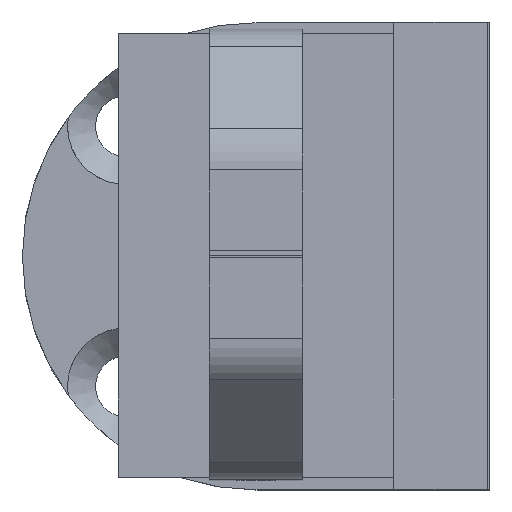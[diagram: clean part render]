
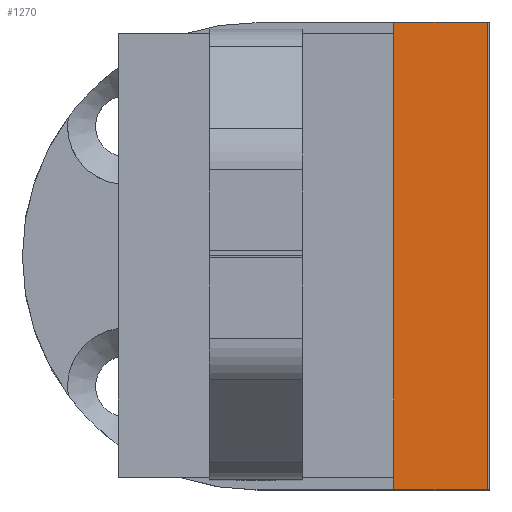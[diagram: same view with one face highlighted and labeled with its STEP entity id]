
A CAD part, top view. The second image highlights one B-rep face of the part: STEP entity #1270.
In plain terms, the highlighted face is planar.
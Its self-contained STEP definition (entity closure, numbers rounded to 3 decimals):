
#1270=ADVANCED_FACE('',(#2412),#2414,.T.);
#2412=FACE_BOUND('',#2413,.T.);
#2413=EDGE_LOOP('',(#3140,#3141,#3142,#3143));
#2414=PLANE('',#2415);
#2415=AXIS2_PLACEMENT_3D('',#2416,#2417,#2418);
#2416=CARTESIAN_POINT('',(0.,15.,-20.));
#2417=DIRECTION('',(0.,1.,0.));
#2418=DIRECTION('',(0.,0.,1.));
#3140=ORIENTED_EDGE('',*,*,#3499,.T.);
#3141=ORIENTED_EDGE('',*,*,#3500,.T.);
#3142=ORIENTED_EDGE('',*,*,#3488,.F.);
#3143=ORIENTED_EDGE('',*,*,#3501,.F.);
#3488=EDGE_CURVE('',#4066,#4067,#4068,.T.);
#3499=EDGE_CURVE('',#4083,#4087,#4089,.T.);
#3500=EDGE_CURVE('',#4087,#4067,#4090,.T.);
#3501=EDGE_CURVE('',#4083,#4066,#4091,.T.);
#4066=VERTEX_POINT('',#5494);
#4067=VERTEX_POINT('',#5495);
#4068=LINE('',#5496,#5497);
#4083=VERTEX_POINT('',#5531);
#4087=VERTEX_POINT('',#5539);
#4089=LINE('',#5543,#5544);
#4090=LINE('',#5546,#5547);
#4091=LINE('',#5549,#5550);
#5494=CARTESIAN_POINT('',(8.,15.,-20.));
#5495=CARTESIAN_POINT('',(8.,15.,20.));
#5496=CARTESIAN_POINT('',(8.,15.,-20.));
#5497=VECTOR('',#5498,1.);
#5498=DIRECTION('',(0.,0.,1.));
#5531=CARTESIAN_POINT('',(0.,15.,-20.));
#5539=CARTESIAN_POINT('',(0.,15.,20.));
#5543=CARTESIAN_POINT('',(0.,15.,-20.));
#5544=VECTOR('',#5545,1.);
#5545=DIRECTION('',(0.,0.,1.));
#5546=CARTESIAN_POINT('',(0.,15.,20.));
#5547=VECTOR('',#5548,1.);
#5548=DIRECTION('',(1.,0.,0.));
#5549=CARTESIAN_POINT('',(0.,15.,-20.));
#5550=VECTOR('',#5551,1.);
#5551=DIRECTION('',(1.,0.,0.));
